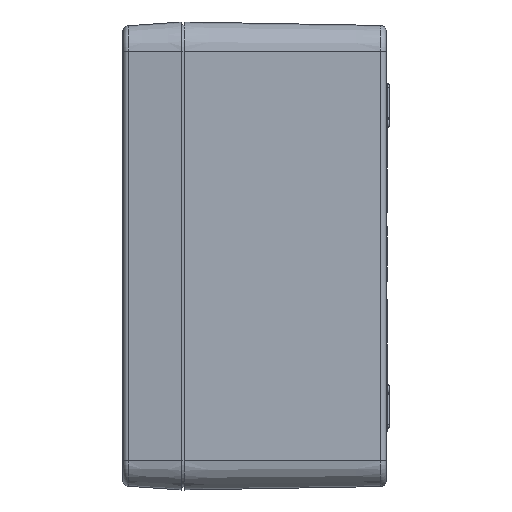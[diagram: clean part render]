
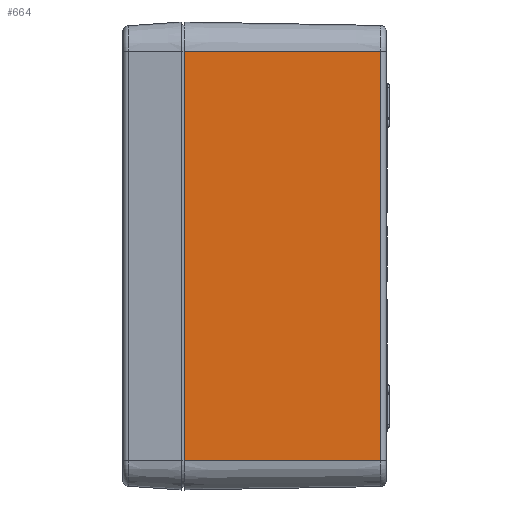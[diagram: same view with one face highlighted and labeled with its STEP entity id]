
A CAD part, left-side view. The second image highlights one B-rep face of the part: STEP entity #664.
In plain terms, the highlighted planar face has unit normal (-1, -0.018, 0).
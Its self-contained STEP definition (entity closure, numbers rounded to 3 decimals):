
#664 = ADVANCED_FACE( '', ( #2004 ), #2005, .T. );
#2004 = FACE_OUTER_BOUND( '', #4656, .T. );
#2005 = PLANE( '', #4657 );
#4656 = EDGE_LOOP( '', ( #9847, #9848, #9849, #9850 ) );
#4657 = AXIS2_PLACEMENT_3D( '', #9851, #9852, #9853 );
#9847 = ORIENTED_EDGE( '', *, *, #18232, .F. );
#9848 = ORIENTED_EDGE( '', *, *, #18233, .F. );
#9849 = ORIENTED_EDGE( '', *, *, #18234, .T. );
#9850 = ORIENTED_EDGE( '', *, *, #18235, .F. );
#9851 = CARTESIAN_POINT( '', ( -130., 69., -81.144 ) );
#9852 = DIRECTION( '', ( -1., -0.017, 0. ) );
#9853 = DIRECTION( '', ( -0.017, 1., 0. ) );
#18232 = EDGE_CURVE( '', #21626, #21627, #21628, .T. );
#18233 = EDGE_CURVE( '', #21629, #21626, #21630, .T. );
#18234 = EDGE_CURVE( '', #21629, #21631, #21632, .T. );
#18235 = EDGE_CURVE( '', #21627, #21631, #21633, .T. );
#21626 = VERTEX_POINT( '', #27506 );
#21627 = VERTEX_POINT( '', #27507 );
#21628 = LINE( '', #27508, #27509 );
#21629 = VERTEX_POINT( '', #27510 );
#21630 = LINE( '', #27511, #27512 );
#21631 = VERTEX_POINT( '', #27513 );
#21632 = LINE( '', #27514, #27515 );
#21633 = LINE( '', #27516, #27517 );
#27506 = CARTESIAN_POINT( '', ( -130., 69., 70. ) );
#27507 = CARTESIAN_POINT( '', ( -128.83, 1.965, 70. ) );
#27508 = CARTESIAN_POINT( '', ( -130., 69., 70. ) );
#27509 = VECTOR( '', #35923, 1000. );
#27510 = CARTESIAN_POINT( '', ( -130., 69., -70. ) );
#27511 = CARTESIAN_POINT( '', ( -130., 69., -70. ) );
#27512 = VECTOR( '', #35924, 1000. );
#27513 = CARTESIAN_POINT( '', ( -128.83, 1.965, -70. ) );
#27514 = CARTESIAN_POINT( '', ( -130., 69., -70. ) );
#27515 = VECTOR( '', #35925, 1000. );
#27516 = CARTESIAN_POINT( '', ( -128.83, 1.965, 70. ) );
#27517 = VECTOR( '', #35926, 1000. );
#35923 = DIRECTION( '', ( 0.017, -1., 0. ) );
#35924 = DIRECTION( '', ( 0., 0., 1. ) );
#35925 = DIRECTION( '', ( 0.017, -1., 0. ) );
#35926 = DIRECTION( '', ( 0., 0., -1. ) );
